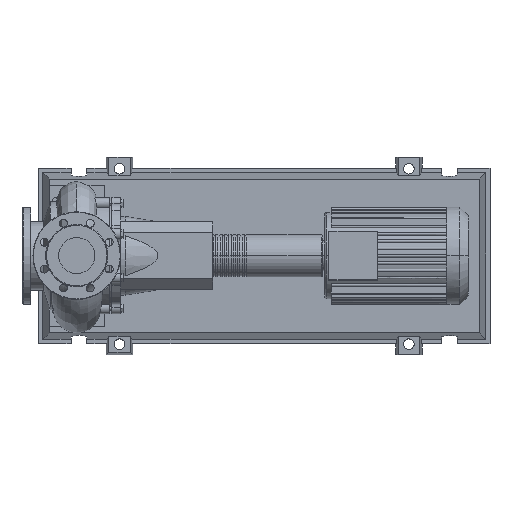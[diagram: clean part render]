
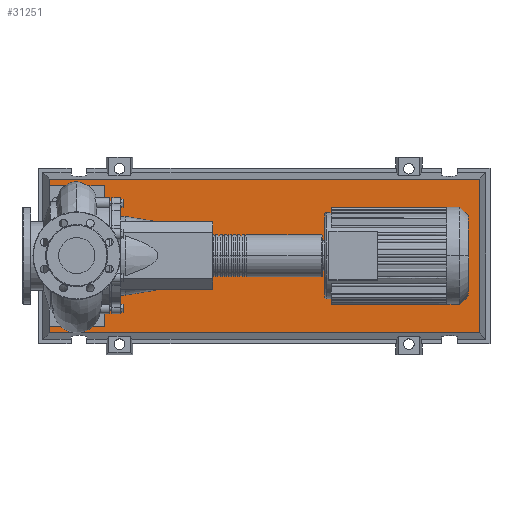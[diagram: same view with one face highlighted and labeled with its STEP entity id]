
A CAD part, top view. The second image highlights one B-rep face of the part: STEP entity #31251.
In plain terms, the highlighted planar face has unit normal (0, 0, 1).
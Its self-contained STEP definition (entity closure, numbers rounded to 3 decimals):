
#30932=CARTESIAN_POINT('',(917.971,-175.471,103.0));
#30933=VERTEX_POINT('',#30932);
#30940=CARTESIAN_POINT('',(-62.971,-175.471,103.0));
#30941=VERTEX_POINT('',#30940);
#30942=CARTESIAN_POINT('',(917.971,-175.471,103.0));
#30943=DIRECTION('',(-1.0,0.0,0.0));
#30944=VECTOR('',#30943,980.941);
#30945=LINE('',#30942,#30944);
#30946=EDGE_CURVE('',#30933,#30941,#30945,.T.);
#31164=CARTESIAN_POINT('',(917.971,175.471,103.0));
#31165=VERTEX_POINT('',#31164);
#31166=CARTESIAN_POINT('',(917.971,175.471,103.0));
#31167=DIRECTION('',(0.0,-1.0,0.0));
#31168=VECTOR('',#31167,350.941);
#31169=LINE('',#31166,#31168);
#31170=EDGE_CURVE('',#31165,#30933,#31169,.T.);
#31188=CARTESIAN_POINT('',(-62.971,175.471,103.0));
#31189=VERTEX_POINT('',#31188);
#31190=CARTESIAN_POINT('',(-62.971,-175.471,103.0));
#31191=DIRECTION('',(0.0,1.0,0.0));
#31192=VECTOR('',#31191,350.941);
#31193=LINE('',#31190,#31192);
#31194=EDGE_CURVE('',#30941,#31189,#31193,.T.);
#31227=CARTESIAN_POINT('',(-62.971,175.471,103.0));
#31228=DIRECTION('',(1.0,0.0,0.0));
#31229=VECTOR('',#31228,980.941);
#31230=LINE('',#31227,#31229);
#31231=EDGE_CURVE('',#31189,#31165,#31230,.T.);
#31240=CARTESIAN_POINT('',(427.5,0.,103.0));
#31241=DIRECTION('',(0.0,0.0,1.0));
#31242=DIRECTION('',(1.0,0.0,0.0));
#31243=AXIS2_PLACEMENT_3D('',#31240,#31241,#31242);
#31244=PLANE('',#31243);
#31245=ORIENTED_EDGE('',*,*,#31170,.F.);
#31246=ORIENTED_EDGE('',*,*,#31231,.F.);
#31247=ORIENTED_EDGE('',*,*,#31194,.F.);
#31248=ORIENTED_EDGE('',*,*,#30946,.F.);
#31249=EDGE_LOOP('',(#31245,#31246,#31247,#31248));
#31250=FACE_OUTER_BOUND('',#31249,.T.);
#31251=ADVANCED_FACE('',(#31250),#31244,.T.);
